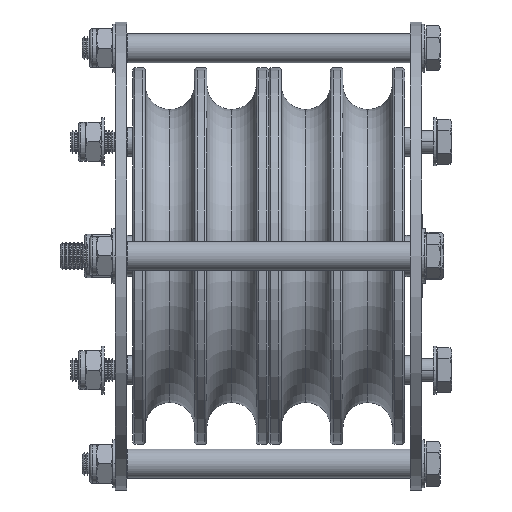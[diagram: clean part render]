
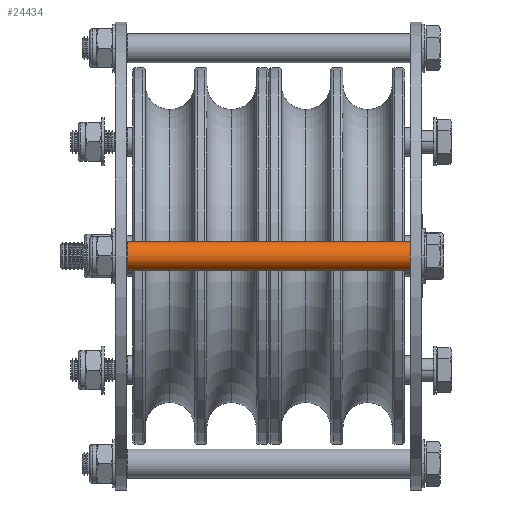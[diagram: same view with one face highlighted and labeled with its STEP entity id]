
A CAD part, front view. The second image highlights one B-rep face of the part: STEP entity #24434.
In plain terms, the highlighted cylindrical face has radius 6.35 mm (diameter 12.7 mm), a partial arc.
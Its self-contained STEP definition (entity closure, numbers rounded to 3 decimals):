
#1697 = CIRCLE ( 'NONE', #22598, 6.35 ) ;
#2268 = CARTESIAN_POINT ( 'NONE',  ( 0., 0., 62. ) ) ;
#6059 = LINE ( 'NONE', #19690, #18441 ) ;
#6909 = ORIENTED_EDGE ( 'NONE', *, *, #43351, .F. ) ;
#7107 = DIRECTION ( 'NONE',  ( 1., 0., 0. ) ) ;
#13105 = EDGE_CURVE ( 'NONE', #51424, #41005, #1697, .T. ) ;
#15919 = AXIS2_PLACEMENT_3D ( 'NONE', #2268, #49524, #23268 ) ;
#17701 = DIRECTION ( 'NONE',  ( 0., 0., 1. ) ) ;
#18441 = VECTOR ( 'NONE', #61030, 1000. ) ;
#19690 = CARTESIAN_POINT ( 'NONE',  ( 6.35, 0., 62. ) ) ;
#21346 = EDGE_LOOP ( 'NONE', ( #25108, #45921, #67508, #6909 ) ) ;
#22598 = AXIS2_PLACEMENT_3D ( 'NONE', #22805, #17701, #7107 ) ;
#22805 = CARTESIAN_POINT ( 'NONE',  ( 0., 0., -62. ) ) ;
#23268 = DIRECTION ( 'NONE',  ( 1., 0., 0. ) ) ;
#23764 = LINE ( 'NONE', #52729, #60906 ) ;
#24434 = ADVANCED_FACE ( 'NONE', ( #45108 ), #33606, .T. ) ;
#24689 = CARTESIAN_POINT ( 'NONE',  ( -6.35, 0., 62. ) ) ;
#25108 = ORIENTED_EDGE ( 'NONE', *, *, #27966, .F. ) ;
#27966 = EDGE_CURVE ( 'NONE', #28384, #28573, #59322, .T. ) ;
#28384 = VERTEX_POINT ( 'NONE', #65577 ) ;
#28573 = VERTEX_POINT ( 'NONE', #24689 ) ;
#31647 = AXIS2_PLACEMENT_3D ( 'NONE', #45328, #35403, #61283 ) ;
#32365 = CARTESIAN_POINT ( 'NONE',  ( -6.35, 0., -62. ) ) ;
#32874 = CARTESIAN_POINT ( 'NONE',  ( 6.35, 0., -62. ) ) ;
#33606 = CYLINDRICAL_SURFACE ( 'NONE', #31647, 6.35 ) ;
#35403 = DIRECTION ( 'NONE',  ( 0., 0., -1. ) ) ;
#41005 = VERTEX_POINT ( 'NONE', #32365 ) ;
#43351 = EDGE_CURVE ( 'NONE', #28573, #41005, #23764, .T. ) ;
#45108 = FACE_OUTER_BOUND ( 'NONE', #21346, .T. ) ;
#45328 = CARTESIAN_POINT ( 'NONE',  ( 0., 0., 62. ) ) ;
#45921 = ORIENTED_EDGE ( 'NONE', *, *, #61326, .T. ) ;
#49524 = DIRECTION ( 'NONE',  ( 0., 0., 1. ) ) ;
#51424 = VERTEX_POINT ( 'NONE', #32874 ) ;
#52249 = DIRECTION ( 'NONE',  ( 0., 0., -1. ) ) ;
#52729 = CARTESIAN_POINT ( 'NONE',  ( -6.35, 0., 62. ) ) ;
#59322 = CIRCLE ( 'NONE', #15919, 6.35 ) ;
#60906 = VECTOR ( 'NONE', #52249, 1000. ) ;
#61030 = DIRECTION ( 'NONE',  ( 0., 0., -1. ) ) ;
#61283 = DIRECTION ( 'NONE',  ( -1., 0., 0. ) ) ;
#61326 = EDGE_CURVE ( 'NONE', #28384, #51424, #6059, .T. ) ;
#65577 = CARTESIAN_POINT ( 'NONE',  ( 6.35, 0., 62. ) ) ;
#67508 = ORIENTED_EDGE ( 'NONE', *, *, #13105, .T. ) ;
